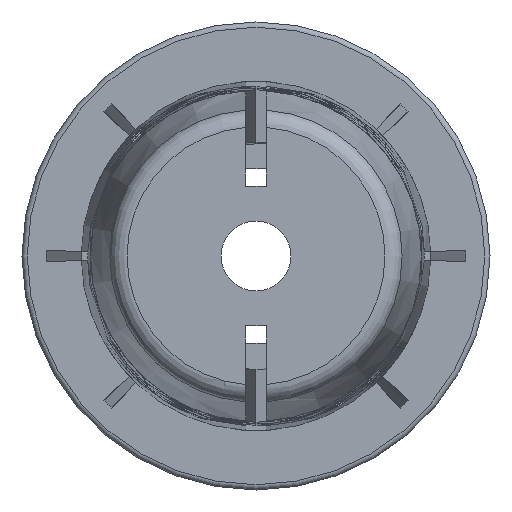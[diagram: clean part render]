
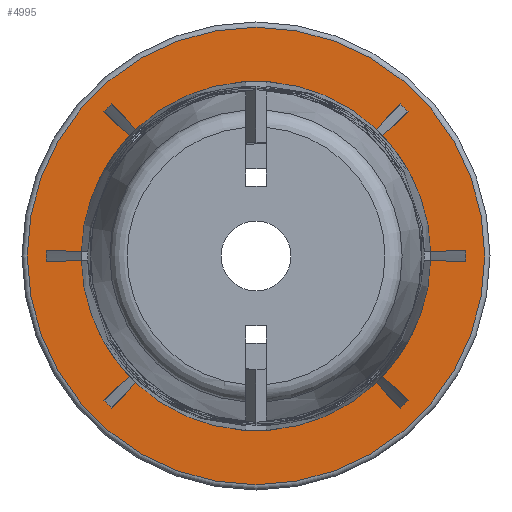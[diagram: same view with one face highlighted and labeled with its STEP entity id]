
A CAD part, left-side view. The second image highlights one B-rep face of the part: STEP entity #4995.
In plain terms, the highlighted planar face has unit normal (-1, 0, 0).
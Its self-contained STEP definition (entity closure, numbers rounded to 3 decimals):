
#164=PLANE('',#5687);
#232=CIRCLE('',#5028,3.);
#236=CIRCLE('',#5052,3.);
#238=CIRCLE('',#5054,3.);
#240=CIRCLE('',#5057,3.);
#242=CIRCLE('',#5059,3.);
#244=CIRCLE('',#5061,3.);
#309=CIRCLE('',#5526,3.15);
#331=CIRCLE('',#5580,3.15);
#333=CIRCLE('',#5586,3.15);
#335=CIRCLE('',#5592,3.15);
#337=CIRCLE('',#5598,3.15);
#339=CIRCLE('',#5604,3.15);
#340=CIRCLE('',#5688,3.93);
#2193=ORIENTED_EDGE('',*,*,#2845,.T.);
#2194=ORIENTED_EDGE('',*,*,#2834,.T.);
#2195=ORIENTED_EDGE('',*,*,#2247,.T.);
#2196=ORIENTED_EDGE('',*,*,#2898,.F.);
#2197=ORIENTED_EDGE('',*,*,#2901,.T.);
#2198=ORIENTED_EDGE('',*,*,#2899,.T.);
#2199=ORIENTED_EDGE('',*,*,#2297,.T.);
#2200=ORIENTED_EDGE('',*,*,#2923,.T.);
#2201=ORIENTED_EDGE('',*,*,#2925,.T.);
#2202=ORIENTED_EDGE('',*,*,#2921,.F.);
#2203=ORIENTED_EDGE('',*,*,#2293,.T.);
#2204=ORIENTED_EDGE('',*,*,#2878,.T.);
#2205=ORIENTED_EDGE('',*,*,#2893,.T.);
#2206=ORIENTED_EDGE('',*,*,#2865,.F.);
#2207=ORIENTED_EDGE('',*,*,#2309,.T.);
#2208=ORIENTED_EDGE('',*,*,#2907,.T.);
#2209=ORIENTED_EDGE('',*,*,#2909,.T.);
#2210=ORIENTED_EDGE('',*,*,#2905,.F.);
#2211=ORIENTED_EDGE('',*,*,#2305,.T.);
#2212=ORIENTED_EDGE('',*,*,#2914,.F.);
#2213=ORIENTED_EDGE('',*,*,#2917,.T.);
#2214=ORIENTED_EDGE('',*,*,#2915,.T.);
#2215=ORIENTED_EDGE('',*,*,#2301,.T.);
#2216=ORIENTED_EDGE('',*,*,#2822,.F.);
#2217=ORIENTED_EDGE('',*,*,#3002,.F.);
#2247=EDGE_CURVE('',#3030,#3028,#232,.T.);
#2293=EDGE_CURVE('',#3076,#3075,#236,.T.);
#2297=EDGE_CURVE('',#3080,#3079,#238,.T.);
#2301=EDGE_CURVE('',#3084,#3082,#240,.T.);
#2305=EDGE_CURVE('',#3088,#3087,#242,.T.);
#2309=EDGE_CURVE('',#3092,#3091,#244,.T.);
#2822=EDGE_CURVE('',#3466,#3082,#3684,.T.);
#2834=EDGE_CURVE('',#3474,#3030,#3696,.T.);
#2845=EDGE_CURVE('',#3466,#3474,#309,.F.);
#2865=EDGE_CURVE('',#3092,#3485,#3715,.T.);
#2878=EDGE_CURVE('',#3075,#3493,#3728,.T.);
#2893=EDGE_CURVE('',#3493,#3485,#331,.F.);
#2898=EDGE_CURVE('',#3498,#3028,#3735,.T.);
#2899=EDGE_CURVE('',#3499,#3080,#3736,.T.);
#2901=EDGE_CURVE('',#3498,#3499,#333,.F.);
#2905=EDGE_CURVE('',#3088,#3502,#3740,.T.);
#2907=EDGE_CURVE('',#3091,#3503,#3742,.T.);
#2909=EDGE_CURVE('',#3503,#3502,#335,.F.);
#2914=EDGE_CURVE('',#3506,#3087,#3747,.T.);
#2915=EDGE_CURVE('',#3507,#3084,#3748,.T.);
#2917=EDGE_CURVE('',#3506,#3507,#337,.F.);
#2921=EDGE_CURVE('',#3076,#3510,#3752,.T.);
#2923=EDGE_CURVE('',#3079,#3511,#3754,.T.);
#2925=EDGE_CURVE('',#3511,#3510,#339,.F.);
#3002=EDGE_CURVE('',#3512,#3512,#340,.T.);
#3028=VERTEX_POINT('',#7427);
#3030=VERTEX_POINT('',#7430);
#3075=VERTEX_POINT('',#7520);
#3076=VERTEX_POINT('',#7522);
#3079=VERTEX_POINT('',#7528);
#3080=VERTEX_POINT('',#7530);
#3082=VERTEX_POINT('',#7536);
#3084=VERTEX_POINT('',#7539);
#3087=VERTEX_POINT('',#7545);
#3088=VERTEX_POINT('',#7547);
#3091=VERTEX_POINT('',#7553);
#3092=VERTEX_POINT('',#7555);
#3466=VERTEX_POINT('',#8639);
#3474=VERTEX_POINT('',#8665);
#3485=VERTEX_POINT('',#8727);
#3493=VERTEX_POINT('',#8753);
#3498=VERTEX_POINT('',#8791);
#3499=VERTEX_POINT('',#8795);
#3502=VERTEX_POINT('',#8807);
#3503=VERTEX_POINT('',#8811);
#3506=VERTEX_POINT('',#8823);
#3507=VERTEX_POINT('',#8827);
#3510=VERTEX_POINT('',#8839);
#3511=VERTEX_POINT('',#8843);
#3512=VERTEX_POINT('',#9007);
#3684=LINE('',#8641,#4002);
#3696=LINE('',#8664,#4014);
#3715=LINE('',#8726,#4033);
#3728=LINE('',#8752,#4046);
#3735=LINE('',#8792,#4053);
#3736=LINE('',#8794,#4054);
#3740=LINE('',#8806,#4058);
#3742=LINE('',#8810,#4060);
#3747=LINE('',#8824,#4065);
#3748=LINE('',#8826,#4066);
#3752=LINE('',#8838,#4070);
#3754=LINE('',#8842,#4072);
#4002=VECTOR('',#6872,1000.);
#4014=VECTOR('',#6894,1000.);
#4033=VECTOR('',#6977,1000.);
#4046=VECTOR('',#7000,1000.);
#4053=VECTOR('',#7061,1000.);
#4054=VECTOR('',#7064,1000.);
#4058=VECTOR('',#7078,1000.);
#4060=VECTOR('',#7082,1000.);
#4065=VECTOR('',#7097,1000.);
#4066=VECTOR('',#7100,1000.);
#4070=VECTOR('',#7114,1000.);
#4072=VECTOR('',#7118,1000.);
#4406=EDGE_LOOP('',(#2193,#2194,#2195,#2196,#2197,#2198,#2199,#2200,#2201,
#2202,#2203,#2204,#2205,#2206,#2207,#2208,#2209,#2210,#2211,#2212,#2213,
#2214,#2215,#2216));
#4407=EDGE_LOOP('',(#2217));
#4668=FACE_BOUND('',#4406,.T.);
#4669=FACE_BOUND('',#4407,.T.);
#4995=ADVANCED_FACE('',(#4668,#4669),#164,.T.);
#5028=AXIS2_PLACEMENT_3D('',#7429,#5739,#5740);
#5052=AXIS2_PLACEMENT_3D('',#7521,#5809,#5810);
#5054=AXIS2_PLACEMENT_3D('',#7529,#5815,#5816);
#5057=AXIS2_PLACEMENT_3D('',#7538,#5823,#5824);
#5059=AXIS2_PLACEMENT_3D('',#7546,#5829,#5830);
#5061=AXIS2_PLACEMENT_3D('',#7554,#5835,#5836);
#5526=AXIS2_PLACEMENT_3D('',#8686,#6916,#6917);
#5580=AXIS2_PLACEMENT_3D('',#8782,#7050,#7051);
#5586=AXIS2_PLACEMENT_3D('',#8798,#7068,#7069);
#5592=AXIS2_PLACEMENT_3D('',#8814,#7086,#7087);
#5598=AXIS2_PLACEMENT_3D('',#8830,#7104,#7105);
#5604=AXIS2_PLACEMENT_3D('',#8846,#7122,#7123);
#5687=AXIS2_PLACEMENT_3D('',#9005,#7364,#7365);
#5688=AXIS2_PLACEMENT_3D('',#9006,#7366,#7367);
#5739=DIRECTION('',(1.,0.,0.));
#5740=DIRECTION('',(0.,0.,-1.));
#5809=DIRECTION('',(1.,0.,0.));
#5810=DIRECTION('',(0.,0.,-1.));
#5815=DIRECTION('',(1.,0.,0.));
#5816=DIRECTION('',(0.,0.,-1.));
#5823=DIRECTION('',(1.,0.,0.));
#5824=DIRECTION('',(0.,0.,-1.));
#5829=DIRECTION('',(1.,0.,0.));
#5830=DIRECTION('',(0.,0.,-1.));
#5835=DIRECTION('',(1.,0.,0.));
#5836=DIRECTION('',(0.,0.,-1.));
#6872=DIRECTION('',(0.,-1.,0.026));
#6894=DIRECTION('',(0.,-1.,-0.026));
#6916=DIRECTION('',(-1.,0.,0.));
#6917=DIRECTION('',(0.,0.,1.));
#6977=DIRECTION('',(0.,-1.,-0.026));
#7000=DIRECTION('',(0.,-1.,0.026));
#7050=DIRECTION('',(-1.,0.,0.));
#7051=DIRECTION('',(0.,0.,1.));
#7061=DIRECTION('',(0.,-0.725,-0.688));
#7064=DIRECTION('',(0.,-0.688,-0.725));
#7068=DIRECTION('',(-1.,0.,0.));
#7069=DIRECTION('',(0.,0.,1.));
#7078=DIRECTION('',(0.,-0.688,-0.725));
#7082=DIRECTION('',(0.,-0.725,-0.688));
#7086=DIRECTION('',(-1.,0.,0.));
#7087=DIRECTION('',(0.,0.,1.));
#7097=DIRECTION('',(0.,-0.688,0.725));
#7100=DIRECTION('',(0.,-0.725,0.688));
#7104=DIRECTION('',(-1.,0.,0.));
#7105=DIRECTION('',(0.,0.,1.));
#7114=DIRECTION('',(0.,-0.725,0.688));
#7118=DIRECTION('',(0.,-0.688,0.725));
#7122=DIRECTION('',(-1.,0.,0.));
#7123=DIRECTION('',(0.,0.,1.));
#7364=DIRECTION('',(-1.,0.,0.));
#7365=DIRECTION('',(0.,0.,1.));
#7366=DIRECTION('',(1.,0.,0.));
#7367=DIRECTION('',(0.,0.,-1.));
#7427=CARTESIAN_POINT('',(-0.15,2.176,2.065));
#7429=CARTESIAN_POINT('',(-0.15,0.,0.));
#7430=CARTESIAN_POINT('',(-0.15,2.999,0.079));
#7520=CARTESIAN_POINT('',(-0.15,-2.999,0.079));
#7521=CARTESIAN_POINT('',(-0.15,0.,0.));
#7522=CARTESIAN_POINT('',(-0.15,-2.176,2.065));
#7528=CARTESIAN_POINT('',(-0.15,-2.065,2.176));
#7529=CARTESIAN_POINT('',(-0.15,0.,0.));
#7530=CARTESIAN_POINT('',(-0.15,2.065,2.176));
#7536=CARTESIAN_POINT('',(-0.15,2.999,-0.079));
#7538=CARTESIAN_POINT('',(-0.15,0.,0.));
#7539=CARTESIAN_POINT('',(-0.15,2.176,-2.065));
#7545=CARTESIAN_POINT('',(-0.15,2.065,-2.176));
#7546=CARTESIAN_POINT('',(-0.15,0.,0.));
#7547=CARTESIAN_POINT('',(-0.15,-2.065,-2.176));
#7553=CARTESIAN_POINT('',(-0.15,-2.176,-2.065));
#7554=CARTESIAN_POINT('',(-0.15,0.,0.));
#7555=CARTESIAN_POINT('',(-0.15,-2.999,-0.079));
#8639=CARTESIAN_POINT('',(-0.15,3.149,-0.082));
#8641=CARTESIAN_POINT('',(-0.15,0.,0.));
#8664=CARTESIAN_POINT('',(-0.15,0.,0.));
#8665=CARTESIAN_POINT('',(-0.15,3.149,0.082));
#8686=CARTESIAN_POINT('',(-0.15,0.,0.));
#8726=CARTESIAN_POINT('',(-0.15,0.,0.));
#8727=CARTESIAN_POINT('',(-0.15,-3.149,-0.082));
#8752=CARTESIAN_POINT('',(-0.15,0.,0.));
#8753=CARTESIAN_POINT('',(-0.15,-3.149,0.082));
#8782=CARTESIAN_POINT('',(-0.15,0.,0.));
#8791=CARTESIAN_POINT('',(-0.15,2.285,2.168));
#8792=CARTESIAN_POINT('',(-0.15,0.,0.));
#8794=CARTESIAN_POINT('',(-0.15,0.,0.));
#8795=CARTESIAN_POINT('',(-0.15,2.168,2.285));
#8798=CARTESIAN_POINT('',(-0.15,0.,0.));
#8806=CARTESIAN_POINT('',(-0.15,0.,0.));
#8807=CARTESIAN_POINT('',(-0.15,-2.168,-2.285));
#8810=CARTESIAN_POINT('',(-0.15,0.,0.));
#8811=CARTESIAN_POINT('',(-0.15,-2.285,-2.168));
#8814=CARTESIAN_POINT('',(-0.15,0.,0.));
#8823=CARTESIAN_POINT('',(-0.15,2.168,-2.285));
#8824=CARTESIAN_POINT('',(-0.15,0.,0.));
#8826=CARTESIAN_POINT('',(-0.15,0.,0.));
#8827=CARTESIAN_POINT('',(-0.15,2.285,-2.168));
#8830=CARTESIAN_POINT('',(-0.15,0.,0.));
#8838=CARTESIAN_POINT('',(-0.15,0.,0.));
#8839=CARTESIAN_POINT('',(-0.15,-2.285,2.168));
#8842=CARTESIAN_POINT('',(-0.15,0.,0.));
#8843=CARTESIAN_POINT('',(-0.15,-2.168,2.285));
#8846=CARTESIAN_POINT('',(-0.15,0.,0.));
#9005=CARTESIAN_POINT('',(-0.15,3.93,0.));
#9006=CARTESIAN_POINT('',(-0.15,0.,0.));
#9007=CARTESIAN_POINT('',(-0.15,0.,-3.93));
